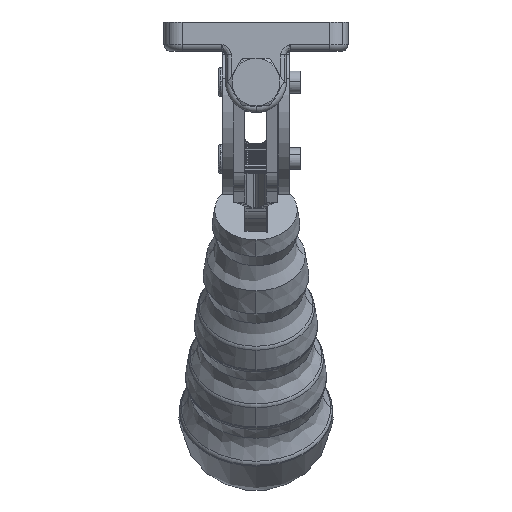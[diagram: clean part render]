
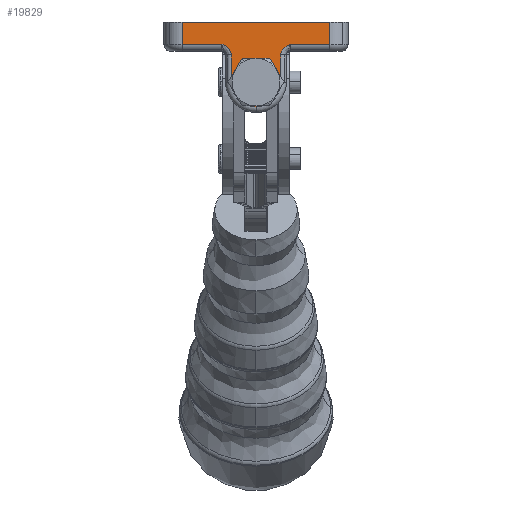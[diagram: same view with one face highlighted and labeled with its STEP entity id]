
A CAD part, left-side view. The second image highlights one B-rep face of the part: STEP entity #19829.
In plain terms, the highlighted planar face has unit normal (-1, 0, 0).
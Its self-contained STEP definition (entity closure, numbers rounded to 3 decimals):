
#1145=CARTESIAN_POINT('',(1.611,17.593,-2.671));
#1146=VERTEX_POINT('',#1145);
#1153=CARTESIAN_POINT('',(1.611,14.343,-1.8));
#1154=VERTEX_POINT('',#1153);
#1168=CARTESIAN_POINT('',(1.611,14.343,-8.3));
#1169=DIRECTION('',(1.,0.,0.));
#1170=DIRECTION('',(0.,-0.5,-0.866));
#1171=AXIS2_PLACEMENT_3D('',#1168,#1169,#1170);
#1172=CIRCLE('',#1171,6.5);
#1173=EDGE_CURVE('',#1146,#1154,#1172,.T.);
#1183=CARTESIAN_POINT('',(1.611,11.093,-13.929));
#1184=VERTEX_POINT('',#1183);
#1193=CARTESIAN_POINT('',(1.611,8.714,-11.55));
#1194=VERTEX_POINT('',#1193);
#1195=CARTESIAN_POINT('',(1.611,14.343,-8.3));
#1196=DIRECTION('',(1.,0.,0.));
#1197=DIRECTION('',(0.,-0.5,-0.866));
#1198=AXIS2_PLACEMENT_3D('',#1195,#1196,#1197);
#1199=CIRCLE('',#1198,6.5);
#1200=EDGE_CURVE('',#1194,#1184,#1199,.T.);
#4754=CARTESIAN_POINT('',(1.611,21.093,-8.3));
#4755=VERTEX_POINT('',#4754);
#4763=CARTESIAN_POINT('',(1.611,21.093,-0.958));
#4764=VERTEX_POINT('',#4763);
#4765=CARTESIAN_POINT('',(1.611,21.093,-8.3));
#4766=DIRECTION('',(0.0,0.0,1.0));
#4767=VECTOR('',#4766,7.342);
#4768=LINE('',#4765,#4767);
#4769=EDGE_CURVE('',#4755,#4764,#4768,.T.);
#4786=CARTESIAN_POINT('',(1.611,14.343,-15.05));
#4787=VERTEX_POINT('',#4786);
#4795=CARTESIAN_POINT('',(1.611,14.343,-8.3));
#4796=DIRECTION('',(1.0,0.0,0.0));
#4797=DIRECTION('',(0.0,0.0,-1.0));
#4798=AXIS2_PLACEMENT_3D('',#4795,#4796,#4797);
#4799=CIRCLE('',#4798,6.75);
#4800=EDGE_CURVE('',#4787,#4755,#4799,.T.);
#4838=CARTESIAN_POINT('',(1.611,7.593,-0.958));
#4839=VERTEX_POINT('',#4838);
#4847=CARTESIAN_POINT('',(1.611,7.593,-8.3));
#4848=VERTEX_POINT('',#4847);
#4849=CARTESIAN_POINT('',(1.611,7.593,-0.958));
#4850=DIRECTION('',(0.0,0.0,-1.0));
#4851=VECTOR('',#4850,7.342);
#4852=LINE('',#4849,#4851);
#4853=EDGE_CURVE('',#4839,#4848,#4852,.T.);
#5756=CARTESIAN_POINT('',(1.611,34.343,2.0));
#5757=VERTEX_POINT('',#5756);
#5765=CARTESIAN_POINT('',(1.611,34.343,8.0));
#5766=VERTEX_POINT('',#5765);
#5767=CARTESIAN_POINT('',(1.611,34.343,2.0));
#5768=DIRECTION('',(0.0,0.0,1.0));
#5769=VECTOR('',#5768,6.0);
#5770=LINE('',#5767,#5769);
#5771=EDGE_CURVE('',#5757,#5766,#5770,.T.);
#18902=CARTESIAN_POINT('',(1.611,-5.657,8.0));
#18903=VERTEX_POINT('',#18902);
#18904=CARTESIAN_POINT('',(1.611,-5.657,8.0));
#18905=DIRECTION('',(0.0,1.0,0.0));
#18906=VECTOR('',#18905,40.0);
#18907=LINE('',#18904,#18906);
#18908=EDGE_CURVE('',#18903,#5766,#18907,.T.);
#19695=CARTESIAN_POINT('',(1.611,-5.657,2.0));
#19696=VERTEX_POINT('',#19695);
#19697=CARTESIAN_POINT('',(1.611,-5.657,8.0));
#19698=DIRECTION('',(0.0,0.0,-1.0));
#19699=VECTOR('',#19698,6.0);
#19700=LINE('',#19697,#19699);
#19701=EDGE_CURVE('',#18903,#19696,#19700,.T.);
#19713=CARTESIAN_POINT('',(1.611,-10.657,0.0));
#19714=DIRECTION('',(-1.0,0.0,0.0));
#19715=DIRECTION('',(0.0,0.0,1.0));
#19716=AXIS2_PLACEMENT_3D('',#19713,#19714,#19715);
#19717=PLANE('',#19716);
#19718=CARTESIAN_POINT('',(1.611,5.093,2.0));
#19719=VERTEX_POINT('',#19718);
#19720=CARTESIAN_POINT('',(1.611,5.093,2.0));
#19721=CARTESIAN_POINT('',(1.611,5.538,1.801));
#19722=CARTESIAN_POINT('',(1.611,5.984,1.597));
#19723=CARTESIAN_POINT('',(1.611,6.733,1.044));
#19724=CARTESIAN_POINT('',(1.611,7.04,0.715));
#19725=CARTESIAN_POINT('',(1.611,7.389,0.087));
#19726=CARTESIAN_POINT('',(1.611,7.487,-0.172));
#19727=CARTESIAN_POINT('',(1.611,7.576,-0.614));
#19728=CARTESIAN_POINT('',(1.611,7.593,-0.787));
#19729=CARTESIAN_POINT('',(1.611,7.593,-0.958));
#19730=B_SPLINE_CURVE_WITH_KNOTS('',3,(#19720,#19721,#19722,#19723,#19724,#19725,#19726,#19727,#19728,#19729),.UNSPECIFIED.,.F.,.U.,(4,2,2,2,4),(-0.001,0.145,0.277,0.359,0.411),.UNSPECIFIED.);
#19731=EDGE_CURVE('',#19719,#4839,#19730,.T.);
#19732=ORIENTED_EDGE('',*,*,#19731,.F.);
#19733=CARTESIAN_POINT('',(1.611,-5.657,2.0));
#19734=DIRECTION('',(0.0,1.0,0.0));
#19735=VECTOR('',#19734,10.75);
#19736=LINE('',#19733,#19735);
#19737=EDGE_CURVE('',#19696,#19719,#19736,.T.);
#19738=ORIENTED_EDGE('',*,*,#19737,.F.);
#19739=ORIENTED_EDGE('',*,*,#19701,.F.);
#19740=ORIENTED_EDGE('',*,*,#18908,.T.);
#19741=ORIENTED_EDGE('',*,*,#5771,.F.);
#19742=CARTESIAN_POINT('',(1.611,23.593,2.0));
#19743=VERTEX_POINT('',#19742);
#19744=CARTESIAN_POINT('',(1.611,23.593,2.0));
#19745=DIRECTION('',(0.0,1.0,0.0));
#19746=VECTOR('',#19745,10.75);
#19747=LINE('',#19744,#19746);
#19748=EDGE_CURVE('',#19743,#5757,#19747,.T.);
#19749=ORIENTED_EDGE('',*,*,#19748,.F.);
#19750=CARTESIAN_POINT('',(1.611,21.093,-0.958));
#19751=CARTESIAN_POINT('',(1.611,21.093,-0.787));
#19752=CARTESIAN_POINT('',(1.611,21.111,-0.614));
#19753=CARTESIAN_POINT('',(1.611,21.2,-0.172));
#19754=CARTESIAN_POINT('',(1.611,21.297,0.087));
#19755=CARTESIAN_POINT('',(1.611,21.646,0.715));
#19756=CARTESIAN_POINT('',(1.611,21.954,1.044));
#19757=CARTESIAN_POINT('',(1.611,22.703,1.597));
#19758=CARTESIAN_POINT('',(1.611,23.149,1.801));
#19759=CARTESIAN_POINT('',(1.611,23.593,2.0));
#19760=B_SPLINE_CURVE_WITH_KNOTS('',3,(#19750,#19751,#19752,#19753,#19754,#19755,#19756,#19757,#19758,#19759),.UNSPECIFIED.,.F.,.U.,(4,2,2,2,4),(0.0,0.051,0.134,0.265,0.412),.UNSPECIFIED.);
#19761=EDGE_CURVE('',#4764,#19743,#19760,.T.);
#19762=ORIENTED_EDGE('',*,*,#19761,.F.);
#19763=ORIENTED_EDGE('',*,*,#4769,.F.);
#19764=ORIENTED_EDGE('',*,*,#4800,.F.);
#19765=CARTESIAN_POINT('',(1.611,14.343,-8.3));
#19766=DIRECTION('',(1.0,0.0,0.0));
#19767=DIRECTION('',(0.0,0.0,-1.0));
#19768=AXIS2_PLACEMENT_3D('',#19765,#19766,#19767);
#19769=CIRCLE('',#19768,6.75);
#19770=EDGE_CURVE('',#4848,#4787,#19769,.T.);
#19771=ORIENTED_EDGE('',*,*,#19770,.F.);
#19772=ORIENTED_EDGE('',*,*,#4853,.F.);
#19773=EDGE_LOOP('',(#19732,#19738,#19739,#19740,#19741,#19749,#19762,#19763,#19764,#19771,#19772));
#19774=FACE_OUTER_BOUND('',#19773,.T.);
#19775=CARTESIAN_POINT('',(1.611,8.714,-5.05));
#19776=VERTEX_POINT('',#19775);
#19777=CARTESIAN_POINT('',(1.611,14.343,-8.3));
#19778=DIRECTION('',(1.,0.,0.));
#19779=DIRECTION('',(0.,-0.5,-0.866));
#19780=AXIS2_PLACEMENT_3D('',#19777,#19778,#19779);
#19781=CIRCLE('',#19780,6.5);
#19782=EDGE_CURVE('',#1154,#19776,#19781,.T.);
#19783=ORIENTED_EDGE('',*,*,#19782,.T.);
#19784=CARTESIAN_POINT('',(1.611,14.343,-8.3));
#19785=DIRECTION('',(1.,0.,0.));
#19786=DIRECTION('',(0.,-0.5,-0.866));
#19787=AXIS2_PLACEMENT_3D('',#19784,#19785,#19786);
#19788=CIRCLE('',#19787,6.5);
#19789=EDGE_CURVE('',#19776,#1194,#19788,.T.);
#19790=ORIENTED_EDGE('',*,*,#19789,.T.);
#19791=ORIENTED_EDGE('',*,*,#1200,.T.);
#19792=CARTESIAN_POINT('',(1.611,14.343,-14.8));
#19793=VERTEX_POINT('',#19792);
#19794=CARTESIAN_POINT('',(1.611,14.343,-8.3));
#19795=DIRECTION('',(1.,0.,0.));
#19796=DIRECTION('',(0.,-0.5,-0.866));
#19797=AXIS2_PLACEMENT_3D('',#19794,#19795,#19796);
#19798=CIRCLE('',#19797,6.5);
#19799=EDGE_CURVE('',#1184,#19793,#19798,.T.);
#19800=ORIENTED_EDGE('',*,*,#19799,.T.);
#19801=CARTESIAN_POINT('',(1.611,19.972,-11.55));
#19802=VERTEX_POINT('',#19801);
#19803=CARTESIAN_POINT('',(1.611,14.343,-8.3));
#19804=DIRECTION('',(1.,0.,0.));
#19805=DIRECTION('',(0.,-0.5,-0.866));
#19806=AXIS2_PLACEMENT_3D('',#19803,#19804,#19805);
#19807=CIRCLE('',#19806,6.5);
#19808=EDGE_CURVE('',#19793,#19802,#19807,.T.);
#19809=ORIENTED_EDGE('',*,*,#19808,.T.);
#19810=CARTESIAN_POINT('',(1.611,19.972,-5.05));
#19811=VERTEX_POINT('',#19810);
#19812=CARTESIAN_POINT('',(1.611,14.343,-8.3));
#19813=DIRECTION('',(1.,0.,0.));
#19814=DIRECTION('',(0.,-0.5,-0.866));
#19815=AXIS2_PLACEMENT_3D('',#19812,#19813,#19814);
#19816=CIRCLE('',#19815,6.5);
#19817=EDGE_CURVE('',#19802,#19811,#19816,.T.);
#19818=ORIENTED_EDGE('',*,*,#19817,.T.);
#19819=CARTESIAN_POINT('',(1.611,14.343,-8.3));
#19820=DIRECTION('',(1.,0.,0.));
#19821=DIRECTION('',(0.,-0.5,-0.866));
#19822=AXIS2_PLACEMENT_3D('',#19819,#19820,#19821);
#19823=CIRCLE('',#19822,6.5);
#19824=EDGE_CURVE('',#19811,#1146,#19823,.T.);
#19825=ORIENTED_EDGE('',*,*,#19824,.T.);
#19826=ORIENTED_EDGE('',*,*,#1173,.T.);
#19827=EDGE_LOOP('',(#19783,#19790,#19791,#19800,#19809,#19818,#19825,#19826));
#19828=FACE_BOUND('',#19827,.T.);
#19829=ADVANCED_FACE('',(#19774,#19828),#19717,.T.);
